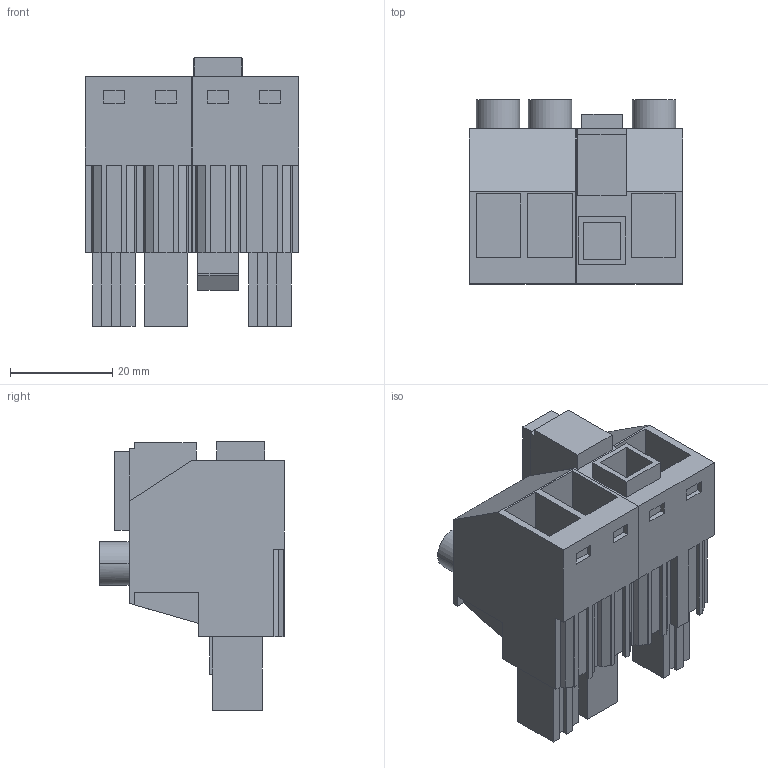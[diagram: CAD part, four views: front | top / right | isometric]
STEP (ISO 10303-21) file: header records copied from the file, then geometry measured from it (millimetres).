
FILE_DESCRIPTION(('CATIA V5 STEP Exchange','CAx-IF Rec.Pracs.--- Model Styling and Organization---1.4--- 2014-01-23'),'2;1');
FILE_NAME ('D1449465_2_1156620000_1156620000.stp','2022-06-01T10:30:01+00:00',('none'),('Weidmueller'),'CATIA Version 5-6 Release 2016 SP3 HF44','CATIA V5 STEP AP214','none');
FILE_SCHEMA(('AUTOMOTIVE_DESIGN { 1 0 10303 214 1 1 1 1 }'));
Length unit declared in the file: millimetre
Products named in the file (1): 1156620000
Bounding box: 41.74 x 36 x 52.5 mm (x, y, z)
Volume: 36853.1 mm3; surface area: 19396.4 mm2
Topology: 6 solids, 6 shells, 379 faces, 1020 edges, 680 vertices
Faces by surface type: plane 352, cylinder 24, torus 3
Entity records: 11752 total; most frequent: CARTESIAN_POINT 2231, ORIENTED_EDGE 2040, DIRECTION 1589, EDGE_CURVE 1020, VECTOR 951, LINE 951, VERTEX_POINT 680, EDGE_LOOP 408
